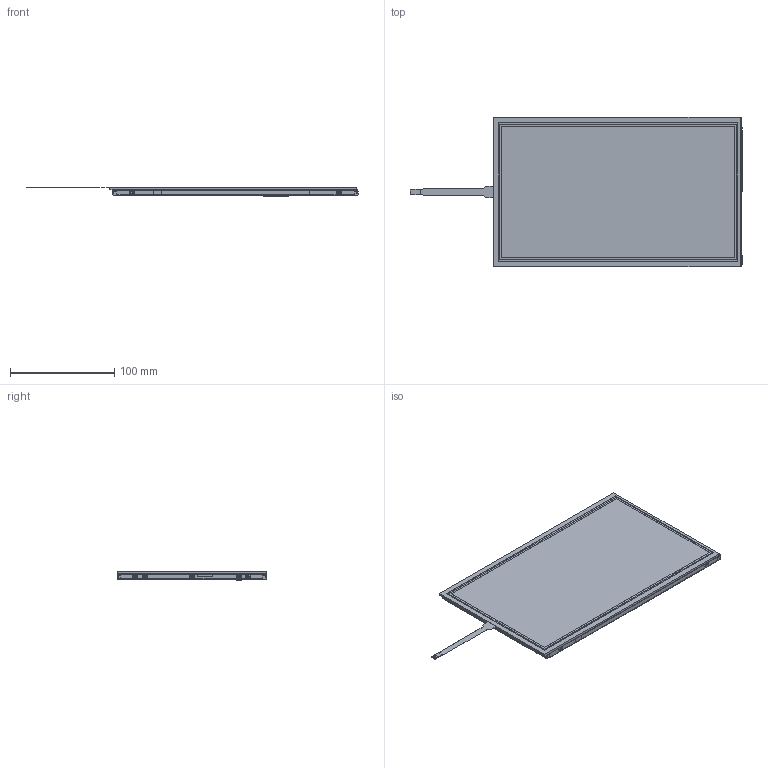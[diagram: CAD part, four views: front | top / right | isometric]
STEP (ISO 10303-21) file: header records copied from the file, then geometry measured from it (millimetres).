
FILE_DESCRIPTION(/* description */ (''),/* implementation_level */ '2;1');
FILE_NAME(/* name */ 'HP_TK-SRA101WS-101.stp',/* time_stamp */ '2025-10-28T15:40:58+09:00',/* author */ (''),/* organization */ (''),/* preprocessor_version */ 'ST-DEVELOPER v20',/* originating_system */ 'Autodesk Inventor 2024',/* authorisation */ '');
FILE_SCHEMA (('AUTOMOTIVE_DESIGN { 1 0 10303 214 3 1 1 }'));
Length unit declared in the file: millimetre
Products named in the file (1): HP_TK-SRA101WS-101
Bounding box: 318.06 x 143.15 x 8.77 mm (x, y, z)
Volume: 174158.4 mm3; surface area: 247807.2 mm2
Topology: 2 solids, 2 shells, 844 faces, 2344 edges, 1542 vertices
Faces by surface type: plane 717, cylinder 117, bspline 6, torus 2, sphere 2
Full cylindrical faces by diameter (mm): 0.8 x1, 1.3 x2, 2 x4, 2.6 x4
Entity records: 27046 total; most frequent: CARTESIAN_POINT 5102, ORIENTED_EDGE 4688, DIRECTION 4251, EDGE_CURVE 2344, LINE 2095, VECTOR 2095, VERTEX_POINT 1542, AXIS2_PLACEMENT_3D 1078
